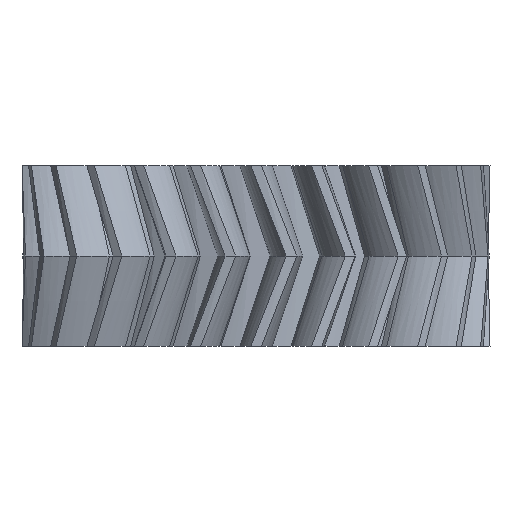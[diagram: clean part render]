
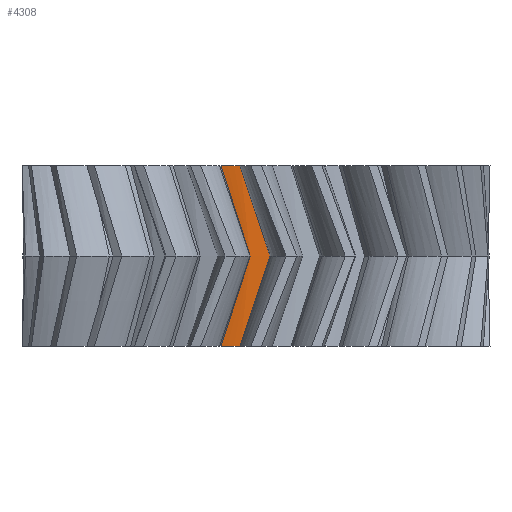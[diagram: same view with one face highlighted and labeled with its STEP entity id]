
A CAD part, front view. The second image highlights one B-rep face of the part: STEP entity #4308.
In plain terms, the highlighted cylindrical face has radius 21.5 mm (diameter 43 mm), a partial arc.
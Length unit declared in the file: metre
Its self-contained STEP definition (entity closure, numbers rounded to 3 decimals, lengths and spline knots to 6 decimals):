
#895=(
BOUNDED_CURVE()
B_SPLINE_CURVE(2,(#7256,#7257,#7258,#7259,#7260),.UNSPECIFIED.,.F.,.F.)
B_SPLINE_CURVE_WITH_KNOTS((3,2,3),(0.,0.5,1.),.UNSPECIFIED.)
CURVE()
GEOMETRIC_REPRESENTATION_ITEM()
RATIONAL_B_SPLINE_CURVE((1.,0.993,1.,0.993,1.))
REPRESENTATION_ITEM('')
);
#902=(
BOUNDED_CURVE()
B_SPLINE_CURVE(2,(#7583,#7584,#7585,#7586,#7587),.UNSPECIFIED.,.F.,.F.)
B_SPLINE_CURVE_WITH_KNOTS((3,2,3),(0.,0.5,1.),.UNSPECIFIED.)
CURVE()
GEOMETRIC_REPRESENTATION_ITEM()
RATIONAL_B_SPLINE_CURVE((1.,0.993,1.,0.993,1.))
REPRESENTATION_ITEM('')
);
#904=(
BOUNDED_CURVE()
B_SPLINE_CURVE(2,(#7680,#7681,#7682,#7683,#7684),.UNSPECIFIED.,.F.,.F.)
B_SPLINE_CURVE_WITH_KNOTS((3,2,3),(0.,0.5,1.),.UNSPECIFIED.)
CURVE()
GEOMETRIC_REPRESENTATION_ITEM()
RATIONAL_B_SPLINE_CURVE((1.,0.993,1.,0.993,1.))
REPRESENTATION_ITEM('')
);
#905=(
BOUNDED_CURVE()
B_SPLINE_CURVE(2,(#7686,#7687,#7688,#7689,#7690),.UNSPECIFIED.,.F.,.F.)
B_SPLINE_CURVE_WITH_KNOTS((3,2,3),(0.,0.5,1.),.UNSPECIFIED.)
CURVE()
GEOMETRIC_REPRESENTATION_ITEM()
RATIONAL_B_SPLINE_CURVE((1.,0.993,1.,0.993,1.))
REPRESENTATION_ITEM('')
);
#1394=ORIENTED_EDGE('',*,*,#2686,.T.);
#1395=ORIENTED_EDGE('',*,*,#2681,.T.);
#1396=ORIENTED_EDGE('',*,*,#2663,.F.);
#1397=ORIENTED_EDGE('',*,*,#2687,.F.);
#1398=ORIENTED_EDGE('',*,*,#2688,.T.);
#1399=ORIENTED_EDGE('',*,*,#2689,.F.);
#2663=EDGE_CURVE('',#3304,#3305,#895,.T.);
#2681=EDGE_CURVE('',#3315,#3305,#902,.T.);
#2686=EDGE_CURVE('',#3317,#3315,#3650,.T.);
#2687=EDGE_CURVE('',#3318,#3304,#3651,.T.);
#2688=EDGE_CURVE('',#3318,#3319,#904,.T.);
#2689=EDGE_CURVE('',#3317,#3319,#905,.T.);
#3304=VERTEX_POINT('',#7255);
#3305=VERTEX_POINT('',#7261);
#3315=VERTEX_POINT('',#7588);
#3317=VERTEX_POINT('',#7677);
#3318=VERTEX_POINT('',#7679);
#3319=VERTEX_POINT('',#7685);
#3650=CIRCLE('',#4540,0.0215);
#3651=CIRCLE('',#4541,0.0215);
#3752=EDGE_LOOP('',(#1394,#1395,#1396,#1397,#1398,#1399));
#4018=FACE_BOUND('',#3752,.T.);
#4224=CYLINDRICAL_SURFACE('',#4539,0.0215);
#4308=ADVANCED_FACE('',(#4018),#4224,.T.);
#4539=AXIS2_PLACEMENT_3D('',#7675,#4687,#4688);
#4540=AXIS2_PLACEMENT_3D('',#7676,#4689,#4690);
#4541=AXIS2_PLACEMENT_3D('',#7678,#4691,#4692);
#4687=DIRECTION('',(0.,0.,-1.));
#4688=DIRECTION('',(-1.,0.,0.));
#4689=DIRECTION('',(0.,0.,1.));
#4690=DIRECTION('',(1.,0.,0.));
#4691=DIRECTION('',(0.,0.,1.));
#4692=DIRECTION('',(1.,0.,0.));
#7255=CARTESIAN_POINT('',(-0.001718,-0.021431,0.02));
#7256=CARTESIAN_POINT('',(-0.001718,-0.021431,0.02));
#7257=CARTESIAN_POINT('',(0.000885,-0.02164,0.012033));
#7258=CARTESIAN_POINT('',(0.003461,-0.02122,0.004065));
#7259=CARTESIAN_POINT('',(0.006038,-0.020799,-0.003902));
#7260=CARTESIAN_POINT('',(0.008439,-0.019775,-0.01187));
#7261=CARTESIAN_POINT('',(0.001539,-0.021445,0.01));
#7583=CARTESIAN_POINT('',(-0.001718,-0.021431,0.));
#7584=CARTESIAN_POINT('',(0.000885,-0.02164,0.007967));
#7585=CARTESIAN_POINT('',(0.003461,-0.02122,0.015935));
#7586=CARTESIAN_POINT('',(0.006038,-0.020799,0.023902));
#7587=CARTESIAN_POINT('',(0.008439,-0.019775,0.03187));
#7588=CARTESIAN_POINT('',(-0.001718,-0.021431,0.));
#7675=CARTESIAN_POINT('',(0.,0.,0.02));
#7676=CARTESIAN_POINT('',(0.,0.,0.));
#7677=CARTESIAN_POINT('',(-0.003888,-0.021146,0.));
#7678=CARTESIAN_POINT('',(0.,0.,0.02));
#7679=CARTESIAN_POINT('',(-0.003888,-0.021146,0.02));
#7680=CARTESIAN_POINT('',(-0.003888,-0.021146,0.02));
#7681=CARTESIAN_POINT('',(-0.00132,-0.021618,0.012033));
#7682=CARTESIAN_POINT('',(0.001286,-0.021462,0.004065));
#7683=CARTESIAN_POINT('',(0.003892,-0.021305,-0.003902));
#7684=CARTESIAN_POINT('',(0.006384,-0.02053,-0.01187));
#7685=CARTESIAN_POINT('',(-0.00065,-0.02149,0.01));
#7686=CARTESIAN_POINT('',(-0.003888,-0.021146,0.));
#7687=CARTESIAN_POINT('',(-0.00132,-0.021618,0.007967));
#7688=CARTESIAN_POINT('',(0.001286,-0.021462,0.015935));
#7689=CARTESIAN_POINT('',(0.003892,-0.021305,0.023902));
#7690=CARTESIAN_POINT('',(0.006384,-0.02053,0.03187));
